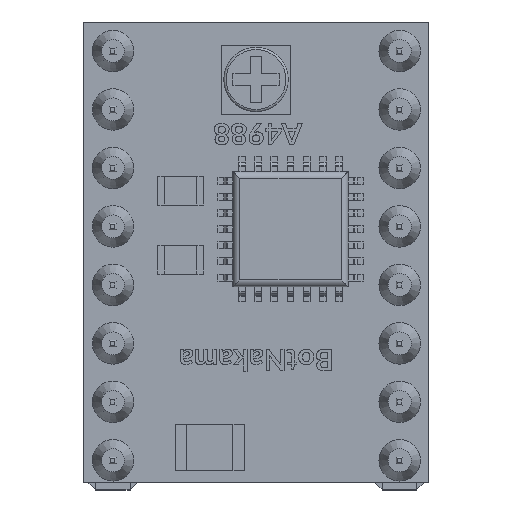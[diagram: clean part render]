
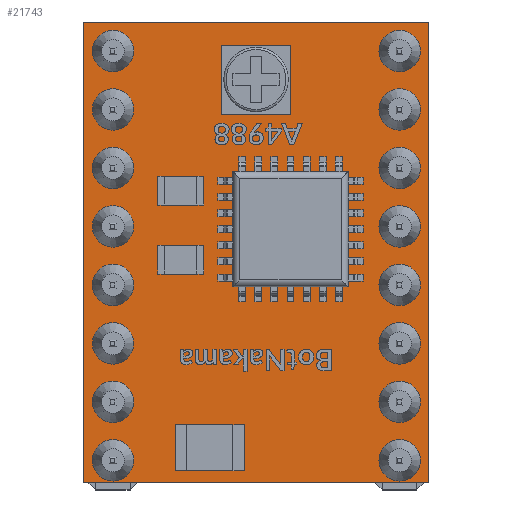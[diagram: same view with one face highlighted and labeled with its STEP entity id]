
A CAD part, top view. The second image highlights one B-rep face of the part: STEP entity #21743.
In plain terms, the highlighted planar face has unit normal (0, 0, 1).
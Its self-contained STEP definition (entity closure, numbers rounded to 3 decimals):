
#1735=FACE_OUTER_BOUND('',#3009,.T.);
#3009=EDGE_LOOP('',(#14703,#14704,#14705,#14706));
#4326=LINE('',#30698,#6884);
#4329=LINE('',#30704,#6887);
#4332=LINE('',#30710,#6890);
#4335=LINE('',#30715,#6893);
#6884=VECTOR('',#25006,1.);
#6887=VECTOR('',#25011,1.);
#6890=VECTOR('',#25016,1.);
#6893=VECTOR('',#25021,1.);
#9442=VERTEX_POINT('',#30695);
#9443=VERTEX_POINT('',#30697);
#9445=VERTEX_POINT('',#30703);
#9447=VERTEX_POINT('',#30709);
#11490=EDGE_CURVE('',#9442,#9443,#4326,.T.);
#11493=EDGE_CURVE('',#9443,#9445,#4329,.T.);
#11496=EDGE_CURVE('',#9445,#9447,#4332,.T.);
#11499=EDGE_CURVE('',#9447,#9442,#4335,.T.);
#14703=ORIENTED_EDGE('',*,*,#11490,.F.);
#14704=ORIENTED_EDGE('',*,*,#11499,.F.);
#14705=ORIENTED_EDGE('',*,*,#11496,.F.);
#14706=ORIENTED_EDGE('',*,*,#11493,.F.);
#20603=PLANE('',#23439);
#21743=ADVANCED_FACE('',(#1735),#20603,.T.);
#23439=AXIS2_PLACEMENT_3D('',#30718,#25025,#25026);
#25006=DIRECTION('',(1.,0.,0.));
#25011=DIRECTION('',(0.,-1.,0.));
#25016=DIRECTION('',(-1.,0.,0.));
#25021=DIRECTION('',(0.,1.,0.));
#25025=DIRECTION('center_axis',(0.,0.,1.));
#25026=DIRECTION('ref_axis',(1.,0.,0.));
#30695=CARTESIAN_POINT('',(-7.5,10.,1.6));
#30697=CARTESIAN_POINT('',(7.5,10.,1.6));
#30698=CARTESIAN_POINT('',(-7.5,10.,1.6));
#30703=CARTESIAN_POINT('',(7.5,-10.,1.6));
#30704=CARTESIAN_POINT('',(7.5,10.,1.6));
#30709=CARTESIAN_POINT('',(-7.5,-10.,1.6));
#30710=CARTESIAN_POINT('',(7.5,-10.,1.6));
#30715=CARTESIAN_POINT('',(-7.5,-10.,1.6));
#30718=CARTESIAN_POINT('Origin',(-7.5,10.,1.6));
